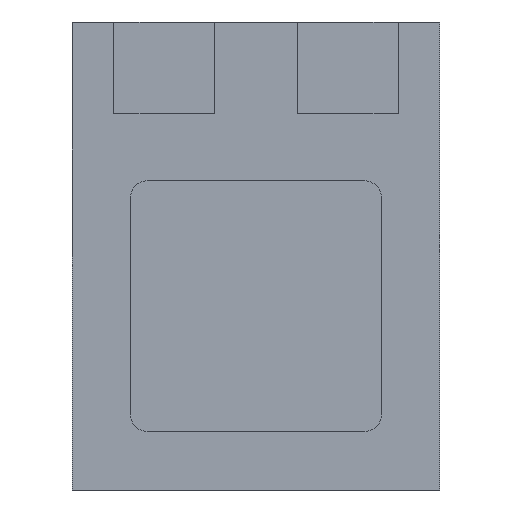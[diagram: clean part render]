
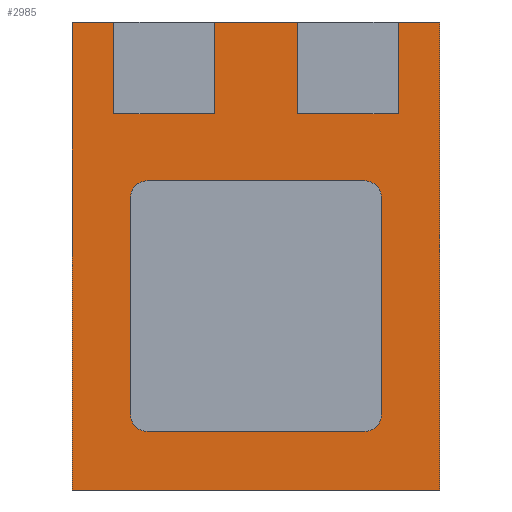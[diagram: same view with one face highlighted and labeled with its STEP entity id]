
A CAD part, front view. The second image highlights one B-rep face of the part: STEP entity #2985.
In plain terms, the highlighted face is planar.
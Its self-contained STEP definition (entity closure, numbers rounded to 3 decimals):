
#103=CIRCLE('',#3107,0.05);
#105=CIRCLE('',#3111,0.05);
#107=CIRCLE('',#3115,0.05);
#109=CIRCLE('',#3119,0.05);
#834=ORIENTED_EDGE('',*,*,#1167,.F.);
#835=ORIENTED_EDGE('',*,*,#1215,.T.);
#836=ORIENTED_EDGE('',*,*,#1201,.T.);
#837=ORIENTED_EDGE('',*,*,#1191,.T.);
#838=ORIENTED_EDGE('',*,*,#1203,.T.);
#839=ORIENTED_EDGE('',*,*,#1214,.T.);
#840=ORIENTED_EDGE('',*,*,#1217,.T.);
#841=ORIENTED_EDGE('',*,*,#1206,.T.);
#842=ORIENTED_EDGE('',*,*,#1210,.T.);
#843=ORIENTED_EDGE('',*,*,#1211,.T.);
#844=ORIENTED_EDGE('',*,*,#1165,.F.);
#845=ORIENTED_EDGE('',*,*,#1155,.T.);
#846=ORIENTED_EDGE('',*,*,#1053,.T.);
#847=ORIENTED_EDGE('',*,*,#1055,.T.);
#848=ORIENTED_EDGE('',*,*,#1034,.T.);
#849=ORIENTED_EDGE('',*,*,#1038,.T.);
#850=ORIENTED_EDGE('',*,*,#1041,.T.);
#851=ORIENTED_EDGE('',*,*,#1044,.T.);
#852=ORIENTED_EDGE('',*,*,#1047,.T.);
#853=ORIENTED_EDGE('',*,*,#1050,.T.);
#1034=EDGE_CURVE('',#1337,#1336,#1598,.T.);
#1038=EDGE_CURVE('',#1336,#1339,#103,.F.);
#1041=EDGE_CURVE('',#1339,#1341,#1603,.T.);
#1044=EDGE_CURVE('',#1341,#1343,#105,.F.);
#1047=EDGE_CURVE('',#1343,#1345,#1607,.T.);
#1050=EDGE_CURVE('',#1345,#1347,#107,.F.);
#1053=EDGE_CURVE('',#1347,#1349,#1611,.T.);
#1055=EDGE_CURVE('',#1349,#1337,#109,.F.);
#1155=EDGE_CURVE('',#1420,#1419,#1688,.T.);
#1165=EDGE_CURVE('',#1420,#1424,#1697,.T.);
#1167=EDGE_CURVE('',#1425,#1419,#1699,.T.);
#1191=EDGE_CURVE('',#1444,#1443,#1720,.T.);
#1201=EDGE_CURVE('',#1448,#1444,#1729,.T.);
#1203=EDGE_CURVE('',#1443,#1449,#1731,.T.);
#1206=EDGE_CURVE('',#1453,#1452,#1734,.T.);
#1210=EDGE_CURVE('',#1452,#1455,#1738,.T.);
#1211=EDGE_CURVE('',#1455,#1424,#1739,.T.);
#1214=EDGE_CURVE('',#1449,#1457,#1742,.T.);
#1215=EDGE_CURVE('',#1425,#1448,#1743,.T.);
#1217=EDGE_CURVE('',#1457,#1453,#1745,.T.);
#1336=VERTEX_POINT('',#4260);
#1337=VERTEX_POINT('',#4262);
#1339=VERTEX_POINT('',#4268);
#1341=VERTEX_POINT('',#4274);
#1343=VERTEX_POINT('',#4280);
#1345=VERTEX_POINT('',#4286);
#1347=VERTEX_POINT('',#4292);
#1349=VERTEX_POINT('',#4298);
#1419=VERTEX_POINT('',#4501);
#1420=VERTEX_POINT('',#4503);
#1424=VERTEX_POINT('',#4519);
#1425=VERTEX_POINT('',#4524);
#1443=VERTEX_POINT('',#4574);
#1444=VERTEX_POINT('',#4576);
#1448=VERTEX_POINT('',#4592);
#1449=VERTEX_POINT('',#4597);
#1452=VERTEX_POINT('',#4605);
#1453=VERTEX_POINT('',#4607);
#1455=VERTEX_POINT('',#4613);
#1457=VERTEX_POINT('',#4620);
#1598=LINE('',#4261,#1886);
#1603=LINE('',#4275,#1891);
#1607=LINE('',#4287,#1895);
#1611=LINE('',#4299,#1899);
#1688=LINE('',#4502,#1976);
#1697=LINE('',#4521,#1985);
#1699=LINE('',#4525,#1987);
#1720=LINE('',#4575,#2008);
#1729=LINE('',#4594,#2017);
#1731=LINE('',#4598,#2019);
#1734=LINE('',#4606,#2022);
#1738=LINE('',#4614,#2026);
#1739=LINE('',#4616,#2027);
#1742=LINE('',#4621,#2030);
#1743=LINE('',#4622,#2031);
#1745=LINE('',#4625,#2033);
#1886=VECTOR('',#3552,1000.);
#1891=VECTOR('',#3565,1000.);
#1895=VECTOR('',#3577,1000.);
#1899=VECTOR('',#3589,1000.);
#1976=VECTOR('',#3778,1000.);
#1985=VECTOR('',#3797,1000.);
#1987=VECTOR('',#3801,1000.);
#2008=VECTOR('',#3844,1000.);
#2017=VECTOR('',#3863,1000.);
#2019=VECTOR('',#3867,1000.);
#2022=VECTOR('',#3874,1000.);
#2026=VECTOR('',#3880,1000.);
#2027=VECTOR('',#3883,1000.);
#2030=VECTOR('',#3886,1000.);
#2031=VECTOR('',#3887,1000.);
#2033=VECTOR('',#3891,1000.);
#2165=EDGE_LOOP('',(#834,#835,#836,#837,#838,#839,#840,#841,#842,#843,#844,
#845));
#2166=EDGE_LOOP('',(#846,#847,#848,#849,#850,#851,#852,#853));
#2299=FACE_BOUND('',#2165,.T.);
#2300=FACE_BOUND('',#2166,.T.);
#2392=PLANE('',#3201);
#2985=ADVANCED_FACE('',(#2299,#2300),#2392,.T.);
#3107=AXIS2_PLACEMENT_3D('',#4269,#3559,#3560);
#3111=AXIS2_PLACEMENT_3D('',#4281,#3571,#3572);
#3115=AXIS2_PLACEMENT_3D('',#4293,#3583,#3584);
#3119=AXIS2_PLACEMENT_3D('',#4302,#3594,#3595);
#3201=AXIS2_PLACEMENT_3D('',#4626,#3892,#3893);
#3552=DIRECTION('',(0.,1.,0.));
#3559=DIRECTION('',(0.,0.,1.));
#3560=DIRECTION('',(1.,0.,0.));
#3565=DIRECTION('',(1.,0.,0.));
#3571=DIRECTION('',(0.,0.,1.));
#3572=DIRECTION('',(1.,0.,0.));
#3577=DIRECTION('',(0.,-1.,0.));
#3583=DIRECTION('',(0.,0.,1.));
#3584=DIRECTION('',(1.,0.,0.));
#3589=DIRECTION('',(-1.,0.,0.));
#3594=DIRECTION('',(0.,0.,1.));
#3595=DIRECTION('',(1.,0.,0.));
#3778=DIRECTION('',(0.,1.,0.));
#3797=DIRECTION('',(1.,0.,0.));
#3801=DIRECTION('',(-1.,0.,0.));
#3844=DIRECTION('',(0.,1.,0.));
#3863=DIRECTION('',(-1.,0.,0.));
#3867=DIRECTION('',(1.,0.,0.));
#3874=DIRECTION('',(0.,-1.,0.));
#3880=DIRECTION('',(1.,0.,0.));
#3883=DIRECTION('',(0.,1.,0.));
#3886=DIRECTION('',(0.,1.,0.));
#3887=DIRECTION('',(0.,1.,0.));
#3891=DIRECTION('',(-1.,0.,0.));
#3892=DIRECTION('',(0.,0.,1.));
#3893=DIRECTION('',(1.,0.,0.));
#4260=CARTESIAN_POINT('',(-0.476,1.288,0.5));
#4261=CARTESIAN_POINT('',(-0.476,0.413,0.5));
#4262=CARTESIAN_POINT('',(-0.476,0.638,0.5));
#4268=CARTESIAN_POINT('',(-0.426,1.338,0.5));
#4269=CARTESIAN_POINT('',(-0.426,1.288,0.5));
#4274=CARTESIAN_POINT('',(0.224,1.338,0.5));
#4275=CARTESIAN_POINT('',(-0.651,1.338,0.5));
#4280=CARTESIAN_POINT('',(0.274,1.288,0.5));
#4281=CARTESIAN_POINT('',(0.224,1.288,0.5));
#4286=CARTESIAN_POINT('',(0.274,0.638,0.5));
#4287=CARTESIAN_POINT('',(0.274,0.413,0.5));
#4292=CARTESIAN_POINT('',(0.224,0.588,0.5));
#4293=CARTESIAN_POINT('',(0.224,0.638,0.5));
#4298=CARTESIAN_POINT('',(-0.426,0.588,0.5));
#4299=CARTESIAN_POINT('',(-0.651,0.588,0.5));
#4302=CARTESIAN_POINT('',(-0.426,0.638,0.5));
#4501=CARTESIAN_POINT('',(0.474,0.838,0.5));
#4502=CARTESIAN_POINT('',(0.474,0.413,0.5));
#4503=CARTESIAN_POINT('',(0.474,0.538,0.5));
#4519=CARTESIAN_POINT('',(0.749,0.538,0.5));
#4521=CARTESIAN_POINT('',(0.674,0.538,0.5));
#4524=CARTESIAN_POINT('',(0.749,0.838,0.5));
#4525=CARTESIAN_POINT('',(0.674,0.838,0.5));
#4574=CARTESIAN_POINT('',(0.474,1.388,0.5));
#4575=CARTESIAN_POINT('',(0.474,0.413,0.5));
#4576=CARTESIAN_POINT('',(0.474,1.088,0.5));
#4592=CARTESIAN_POINT('',(0.749,1.088,0.5));
#4594=CARTESIAN_POINT('',(0.674,1.088,0.5));
#4597=CARTESIAN_POINT('',(0.749,1.388,0.5));
#4598=CARTESIAN_POINT('',(0.674,1.388,0.5));
#4605=CARTESIAN_POINT('',(-0.651,0.413,0.5));
#4606=CARTESIAN_POINT('',(-0.651,1.513,0.5));
#4607=CARTESIAN_POINT('',(-0.651,1.513,0.5));
#4613=CARTESIAN_POINT('',(0.749,0.413,0.5));
#4614=CARTESIAN_POINT('',(-0.651,0.413,0.5));
#4616=CARTESIAN_POINT('',(0.749,0.413,0.5));
#4620=CARTESIAN_POINT('',(0.749,1.513,0.5));
#4621=CARTESIAN_POINT('',(0.749,0.413,0.5));
#4622=CARTESIAN_POINT('',(0.749,0.413,0.5));
#4625=CARTESIAN_POINT('',(0.749,1.513,0.5));
#4626=CARTESIAN_POINT('',(-0.651,0.413,0.5));
